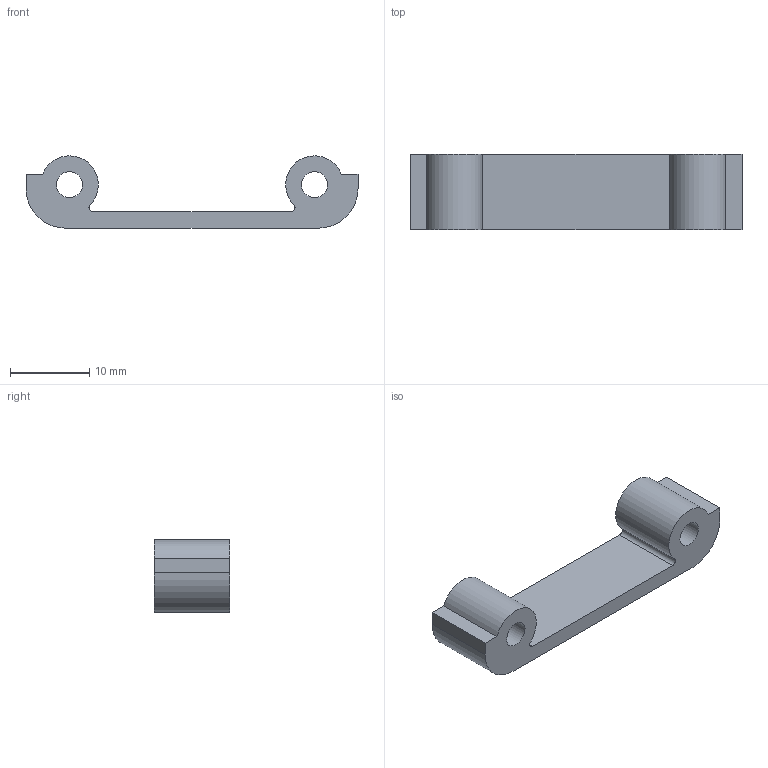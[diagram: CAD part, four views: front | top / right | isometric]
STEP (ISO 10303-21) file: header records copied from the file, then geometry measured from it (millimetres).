
FILE_DESCRIPTION(/* description */ (''),/* implementation_level */ '2;1');
FILE_NAME(/* name */ 'x motor adapter.step',/* time_stamp */ '2019-12-01T23:11:02+02:00',/* author */ (''),/* organization */ (''),/* preprocessor_version */ 'ST-DEVELOPER v18',/* originating_system */ 'Autodesk Translation Framework v8.12.0.6',/* authorisation */ '');
FILE_SCHEMA (('AUTOMOTIVE_DESIGN { 1 0 10303 214 3 1 1 }'));
Length unit declared in the file: millimetre
Products named in the file (2): Ender 3 BLV mod; X Motor Holder
Assembly tree (1 placements, depth 2):
  Ender 3 BLV mod
    X Motor Holder
Bounding box: 42 x 9.5 x 9.15 mm (x, y, z)
Volume: 1577.4 mm3; surface area: 1563 mm2
Topology: 1 solids, 1 shells, 16 faces, 42 edges, 28 vertices
Faces by surface type: cylinder 8, plane 8
Full cylindrical faces by diameter (mm): 3.3 x2
Entity records: 601 total; most frequent: DIRECTION 96, CARTESIAN_POINT 89, ORIENTED_EDGE 84, EDGE_CURVE 42, AXIS2_PLACEMENT_3D 35, VERTEX_POINT 28, LINE 26, VECTOR 26
